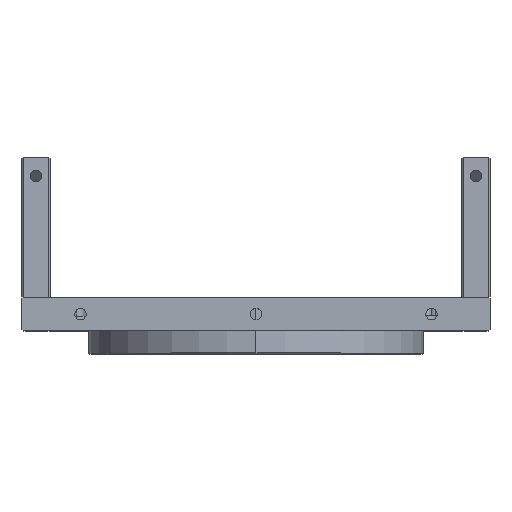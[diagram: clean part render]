
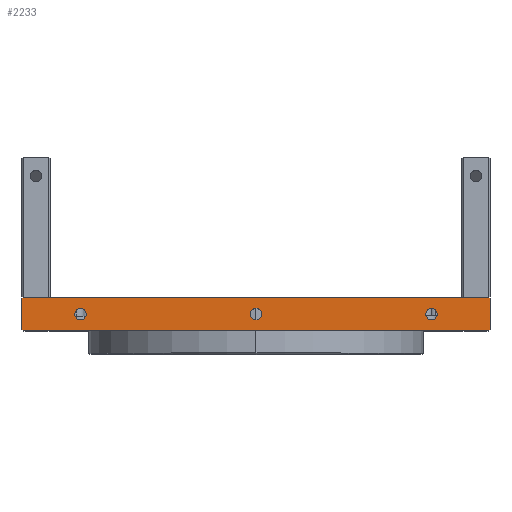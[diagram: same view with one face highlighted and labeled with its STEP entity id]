
A CAD part, top view. The second image highlights one B-rep face of the part: STEP entity #2233.
In plain terms, the highlighted planar face has unit normal (0, 0, 1).
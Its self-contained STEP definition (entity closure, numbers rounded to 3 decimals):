
#76 = CARTESIAN_POINT ( 'NONE',  ( -75., 7., 140. ) ) ;
#145 = VERTEX_POINT ( 'NONE', #4461 ) ;
#155 = CARTESIAN_POINT ( 'NONE',  ( 99.5, 0., 140. ) ) ;
#215 = DIRECTION ( 'NONE',  ( 1., 0., 0. ) ) ;
#229 = DIRECTION ( 'NONE',  ( 1., 0., 0. ) ) ;
#260 = ORIENTED_EDGE ( 'NONE', *, *, #3946, .F. ) ;
#264 = CIRCLE ( 'NONE', #6041, 2.5 ) ;
#344 = DIRECTION ( 'NONE',  ( 0.707, 0.707, 0. ) ) ;
#542 = AXIS2_PLACEMENT_3D ( 'NONE', #76, #2592, #215 ) ;
#562 = VERTEX_POINT ( 'NONE', #964 ) ;
#580 = LINE ( 'NONE', #6514, #4199 ) ;
#609 = VERTEX_POINT ( 'NONE', #5116 ) ;
#703 = DIRECTION ( 'NONE',  ( 1., 0., 0. ) ) ;
#728 = CIRCLE ( 'NONE', #4407, 2.5 ) ;
#779 = DIRECTION ( 'NONE',  ( 1., 0., 0. ) ) ;
#784 = CARTESIAN_POINT ( 'NONE',  ( 99.5, 14., 140. ) ) ;
#844 = VECTOR ( 'NONE', #5249, 1000. ) ;
#872 = CARTESIAN_POINT ( 'NONE',  ( -100., 0.5, 140. ) ) ;
#887 = CARTESIAN_POINT ( 'NONE',  ( -72.5, 7., 140. ) ) ;
#964 = CARTESIAN_POINT ( 'NONE',  ( -100., 0.5, 140. ) ) ;
#1034 = CIRCLE ( 'NONE', #4725, 2.5 ) ;
#1107 = CARTESIAN_POINT ( 'NONE',  ( 77.5, 7., 140. ) ) ;
#1159 = LINE ( 'NONE', #4130, #5696 ) ;
#1262 = ORIENTED_EDGE ( 'NONE', *, *, #6382, .F. ) ;
#1274 = VERTEX_POINT ( 'NONE', #155 ) ;
#1281 = CARTESIAN_POINT ( 'NONE',  ( 0., 7., 140. ) ) ;
#1308 = DIRECTION ( 'NONE',  ( 1., 0., 0. ) ) ;
#1320 = VERTEX_POINT ( 'NONE', #2532 ) ;
#1346 = VECTOR ( 'NONE', #2886, 1000. ) ;
#1462 = EDGE_CURVE ( 'NONE', #609, #4892, #5691, .T. ) ;
#1592 = CARTESIAN_POINT ( 'NONE',  ( -100., 0., 140. ) ) ;
#1742 = EDGE_LOOP ( 'NONE', ( #260, #2793, #4690, #2681, #2660, #2400, #3440, #2137 ) ) ;
#1823 = EDGE_CURVE ( 'NONE', #3411, #562, #1159, .T. ) ;
#1930 = CARTESIAN_POINT ( 'NONE',  ( 100., 0.5, 140. ) ) ;
#2032 = EDGE_CURVE ( 'NONE', #4067, #6378, #4326, .T. ) ;
#2051 = DIRECTION ( 'NONE',  ( -1., 0., 0. ) ) ;
#2084 = CIRCLE ( 'NONE', #3964, 2.5 ) ;
#2099 = AXIS2_PLACEMENT_3D ( 'NONE', #3329, #2371, #1308 ) ;
#2116 = DIRECTION ( 'NONE',  ( 0., 0., -1. ) ) ;
#2121 = DIRECTION ( 'NONE',  ( 1., 0., 0. ) ) ;
#2137 = ORIENTED_EDGE ( 'NONE', *, *, #5702, .T. ) ;
#2233 = ADVANCED_FACE ( 'NONE', ( #3133, #2548, #5142, #4090 ), #4124, .F. ) ;
#2313 = EDGE_LOOP ( 'NONE', ( #1262, #4372 ) ) ;
#2324 = VERTEX_POINT ( 'NONE', #3102 ) ;
#2371 = DIRECTION ( 'NONE',  ( 0., 0., 1. ) ) ;
#2400 = ORIENTED_EDGE ( 'NONE', *, *, #5744, .T. ) ;
#2532 = CARTESIAN_POINT ( 'NONE',  ( 2.5, 7., 140. ) ) ;
#2548 = FACE_BOUND ( 'NONE', #2313, .T. ) ;
#2583 = DIRECTION ( 'NONE',  ( 0., -1., 0. ) ) ;
#2592 = DIRECTION ( 'NONE',  ( 0., 0., 1. ) ) ;
#2611 = CARTESIAN_POINT ( 'NONE',  ( 72.5, 7., 140. ) ) ;
#2660 = ORIENTED_EDGE ( 'NONE', *, *, #1823, .T. ) ;
#2681 = ORIENTED_EDGE ( 'NONE', *, *, #6461, .T. ) ;
#2698 = DIRECTION ( 'NONE',  ( 0., -1., 0. ) ) ;
#2770 = VERTEX_POINT ( 'NONE', #1107 ) ;
#2793 = ORIENTED_EDGE ( 'NONE', *, *, #5475, .T. ) ;
#2819 = CARTESIAN_POINT ( 'NONE',  ( 75., 7., 140. ) ) ;
#2823 = VERTEX_POINT ( 'NONE', #4209 ) ;
#2868 = EDGE_CURVE ( 'NONE', #4627, #2770, #2084, .T. ) ;
#2886 = DIRECTION ( 'NONE',  ( 0.707, -0.707, 0. ) ) ;
#2888 = EDGE_LOOP ( 'NONE', ( #4391, #4650 ) ) ;
#2932 = VECTOR ( 'NONE', #2121, 1000. ) ;
#3102 = CARTESIAN_POINT ( 'NONE',  ( -2.5, 7., 140. ) ) ;
#3133 = FACE_BOUND ( 'NONE', #2888, .T. ) ;
#3262 = CIRCLE ( 'NONE', #2099, 2.5 ) ;
#3271 = DIRECTION ( 'NONE',  ( 0., 0., 1. ) ) ;
#3325 = VECTOR ( 'NONE', #344, 1000. ) ;
#3329 = CARTESIAN_POINT ( 'NONE',  ( -75., 7., 140. ) ) ;
#3411 = VERTEX_POINT ( 'NONE', #5012 ) ;
#3440 = ORIENTED_EDGE ( 'NONE', *, *, #4595, .T. ) ;
#3445 = EDGE_LOOP ( 'NONE', ( #3741, #4535 ) ) ;
#3461 = VECTOR ( 'NONE', #3977, 1000. ) ;
#3635 = VECTOR ( 'NONE', #2698, 1000. ) ;
#3681 = DIRECTION ( 'NONE',  ( 0., 0., 1. ) ) ;
#3690 = CARTESIAN_POINT ( 'NONE',  ( -100., 14., 140. ) ) ;
#3741 = ORIENTED_EDGE ( 'NONE', *, *, #5171, .F. ) ;
#3946 = EDGE_CURVE ( 'NONE', #2823, #5535, #4244, .T. ) ;
#3964 = AXIS2_PLACEMENT_3D ( 'NONE', #2819, #3681, #779 ) ;
#3977 = DIRECTION ( 'NONE',  ( -0.707, -0.707, 0. ) ) ;
#4067 = VERTEX_POINT ( 'NONE', #4871 ) ;
#4090 = FACE_OUTER_BOUND ( 'NONE', #1742, .T. ) ;
#4124 = PLANE ( 'NONE',  #4908 ) ;
#4130 = CARTESIAN_POINT ( 'NONE',  ( -100., 14., 140. ) ) ;
#4199 = VECTOR ( 'NONE', #4599, 1000. ) ;
#4209 = CARTESIAN_POINT ( 'NONE',  ( 100., 13.5, 140. ) ) ;
#4215 = DIRECTION ( 'NONE',  ( 0., 0., 1. ) ) ;
#4244 = LINE ( 'NONE', #5204, #3635 ) ;
#4292 = EDGE_CURVE ( 'NONE', #2324, #1320, #264, .T. ) ;
#4326 = LINE ( 'NONE', #5370, #844 ) ;
#4330 = CARTESIAN_POINT ( 'NONE',  ( 0., 7., 140. ) ) ;
#4337 = LINE ( 'NONE', #872, #1346 ) ;
#4372 = ORIENTED_EDGE ( 'NONE', *, *, #2868, .F. ) ;
#4391 = ORIENTED_EDGE ( 'NONE', *, *, #5202, .F. ) ;
#4407 = AXIS2_PLACEMENT_3D ( 'NONE', #4746, #4215, #229 ) ;
#4461 = CARTESIAN_POINT ( 'NONE',  ( -99.5, 0., 140. ) ) ;
#4535 = ORIENTED_EDGE ( 'NONE', *, *, #4292, .F. ) ;
#4595 = EDGE_CURVE ( 'NONE', #145, #1274, #5633, .T. ) ;
#4599 = DIRECTION ( 'NONE',  ( -0.707, 0.707, 0. ) ) ;
#4627 = VERTEX_POINT ( 'NONE', #2611 ) ;
#4650 = ORIENTED_EDGE ( 'NONE', *, *, #1462, .F. ) ;
#4690 = ORIENTED_EDGE ( 'NONE', *, *, #2032, .F. ) ;
#4725 = AXIS2_PLACEMENT_3D ( 'NONE', #1281, #3271, #5269 ) ;
#4746 = CARTESIAN_POINT ( 'NONE',  ( 75., 7., 140. ) ) ;
#4864 = LINE ( 'NONE', #1930, #3325 ) ;
#4871 = CARTESIAN_POINT ( 'NONE',  ( -99.5, 14., 140. ) ) ;
#4892 = VERTEX_POINT ( 'NONE', #887 ) ;
#4908 = AXIS2_PLACEMENT_3D ( 'NONE', #3690, #2116, #2051 ) ;
#4972 = CARTESIAN_POINT ( 'NONE',  ( -99.5, 14., 140. ) ) ;
#5012 = CARTESIAN_POINT ( 'NONE',  ( -100., 13.5, 140. ) ) ;
#5116 = CARTESIAN_POINT ( 'NONE',  ( -77.5, 7., 140. ) ) ;
#5142 = FACE_BOUND ( 'NONE', #3445, .T. ) ;
#5171 = EDGE_CURVE ( 'NONE', #1320, #2324, #1034, .T. ) ;
#5202 = EDGE_CURVE ( 'NONE', #4892, #609, #3262, .T. ) ;
#5204 = CARTESIAN_POINT ( 'NONE',  ( 100., 14., 140. ) ) ;
#5249 = DIRECTION ( 'NONE',  ( 1., 0., 0. ) ) ;
#5269 = DIRECTION ( 'NONE',  ( 1., 0., 0. ) ) ;
#5370 = CARTESIAN_POINT ( 'NONE',  ( -100., 14., 140. ) ) ;
#5421 = LINE ( 'NONE', #4972, #3461 ) ;
#5475 = EDGE_CURVE ( 'NONE', #2823, #6378, #580, .T. ) ;
#5535 = VERTEX_POINT ( 'NONE', #5789 ) ;
#5633 = LINE ( 'NONE', #1592, #2932 ) ;
#5691 = CIRCLE ( 'NONE', #542, 2.5 ) ;
#5696 = VECTOR ( 'NONE', #2583, 1000. ) ;
#5702 = EDGE_CURVE ( 'NONE', #1274, #5535, #4864, .T. ) ;
#5744 = EDGE_CURVE ( 'NONE', #562, #145, #4337, .T. ) ;
#5789 = CARTESIAN_POINT ( 'NONE',  ( 100., 0.5, 140. ) ) ;
#6041 = AXIS2_PLACEMENT_3D ( 'NONE', #4330, #6332, #703 ) ;
#6332 = DIRECTION ( 'NONE',  ( 0., 0., 1. ) ) ;
#6378 = VERTEX_POINT ( 'NONE', #784 ) ;
#6382 = EDGE_CURVE ( 'NONE', #2770, #4627, #728, .T. ) ;
#6461 = EDGE_CURVE ( 'NONE', #4067, #3411, #5421, .T. ) ;
#6514 = CARTESIAN_POINT ( 'NONE',  ( 99.5, 14., 140. ) ) ;
